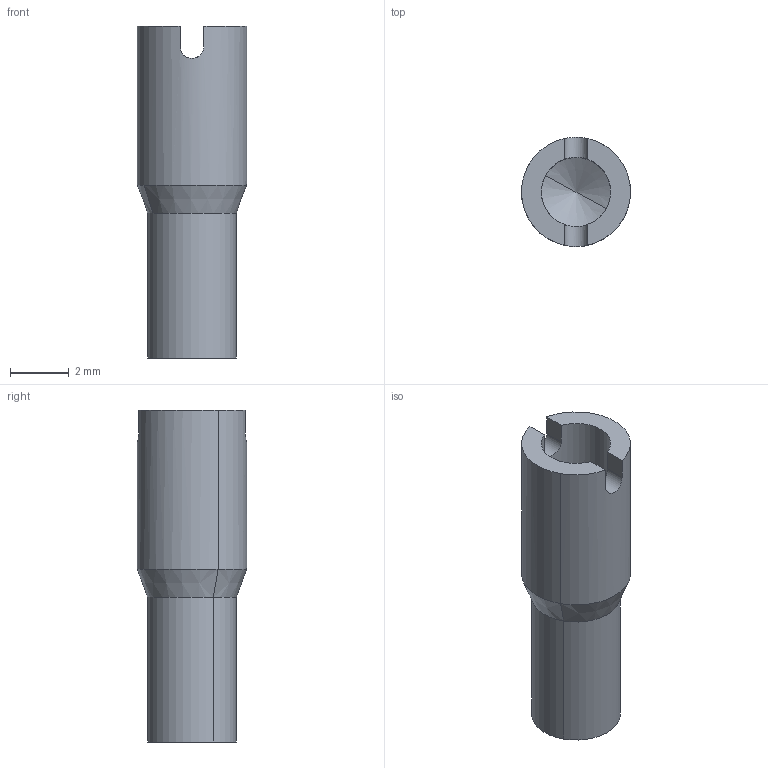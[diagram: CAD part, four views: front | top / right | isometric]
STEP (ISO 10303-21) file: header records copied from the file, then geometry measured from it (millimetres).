
FILE_DESCRIPTION(('CATIA V5R24 STEP','CAx-IF Rec.Pracs.--- Model Styling and Organization---1.2---2011-12-15'),'2;1');
FILE_NAME ('001912-1_1_0379400000_0379400000.stp','2018-09-07T13:06:41+00:00',('none'),('Weidmueller'),'CATIA Version 5-6 Release 2014 SP4 HF52','CATIA V5 STEP AP214','none');
FILE_SCHEMA(('AUTOMOTIVE_DESIGN { 1 0 10303 214 1 1 1 1 }'));
Length unit declared in the file: millimetre
Products named in the file (1): 0379400000
Bounding box: 3.7 x 3.7 x 11.26 mm (x, y, z)
Volume: 75.2 mm3; surface area: 178.1 mm2
Topology: 1 solids, 1 shells, 19 faces, 48 edges, 29 vertices
Faces by surface type: cylinder 8, plane 7, cone 4
Entity records: 558 total; most frequent: CARTESIAN_POINT 121, ORIENTED_EDGE 92, DIRECTION 68, EDGE_CURVE 46, AXIS2_PLACEMENT_3D 30, VERTEX_POINT 29, VECTOR 26, LINE 26
